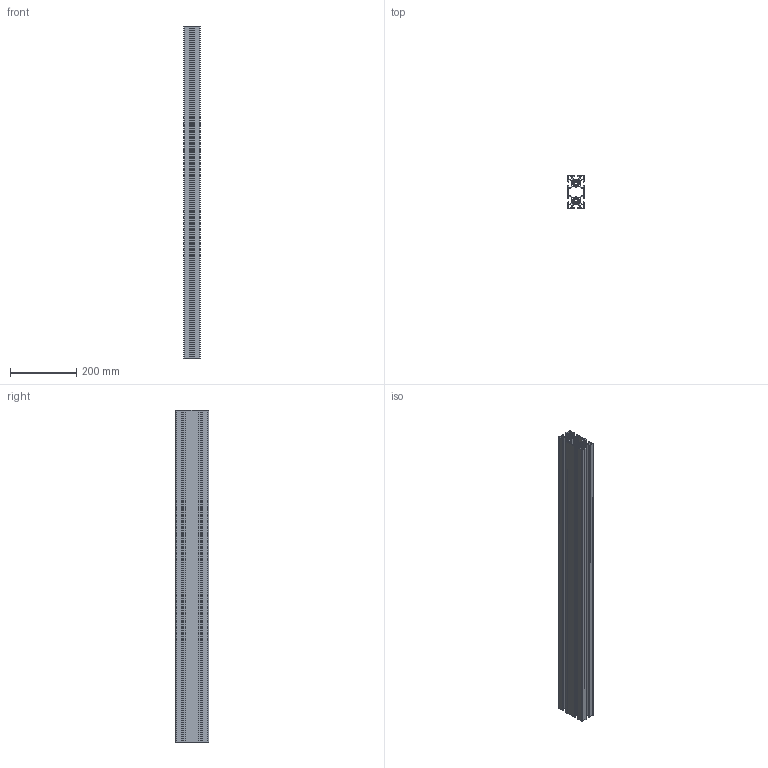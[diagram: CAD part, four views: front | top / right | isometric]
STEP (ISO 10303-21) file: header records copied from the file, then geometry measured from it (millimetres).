
FILE_DESCRIPTION (( 'STEP AP203' ), '1' );
FILE_NAME ('ALF-50100-10L.step', '2024-08-07T10:26:17', ( '' ), ( '' ), 'SwSTEP 2.0', 'SolidWorks 2022', '' );
FILE_SCHEMA (( 'CONFIG_CONTROL_DESIGN' ));
Length unit declared in the file: millimetre
Products named in the file (1): ALF-50100-10L
Bounding box: 50 x 100 x 1000 mm (x, y, z)
Volume: 1326305 mm3; surface area: 1218343 mm2
Topology: 1 solids, 1 shells, 332 faces, 990 edges, 660 vertices
Faces by surface type: plane 186, cylinder 146
Entity records: 11311 total; most frequent: CARTESIAN_POINT 1983, ORIENTED_EDGE 1980, DIRECTION 1948, EDGE_CURVE 990, VECTOR 698, LINE 698, VERTEX_POINT 660, AXIS2_PLACEMENT_3D 625
